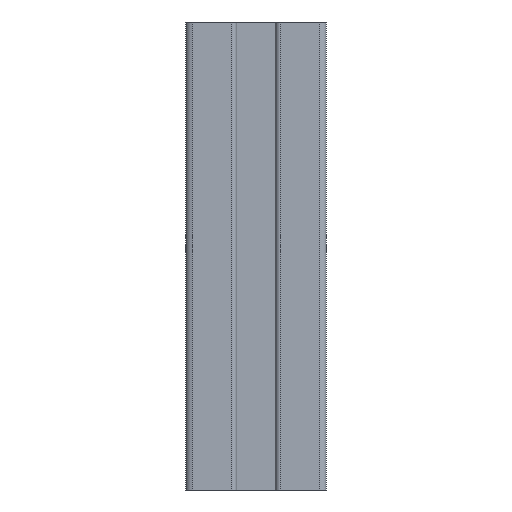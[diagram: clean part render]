
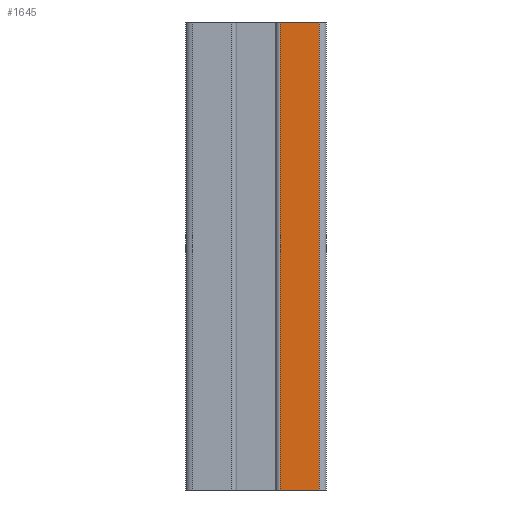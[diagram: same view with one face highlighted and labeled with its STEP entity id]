
A CAD part, left-side view. The second image highlights one B-rep face of the part: STEP entity #1645.
In plain terms, the highlighted planar face has unit normal (-1, 0, 0).
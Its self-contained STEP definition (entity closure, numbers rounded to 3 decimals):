
#10 = DIRECTION ( 'NONE',  ( 0., 0., -1. ) ) ;
#11 = DIRECTION ( 'NONE',  ( 1., 0., 0. ) ) ;
#31 = PLANE ( 'NONE',  #4099 ) ;
#91 = CARTESIAN_POINT ( 'NONE',  ( 950.4, 540.45, 100. ) ) ;
#860 = CARTESIAN_POINT ( 'NONE',  ( 950.4, 540.45, 0. ) ) ;
#1472 = EDGE_CURVE ( 'NONE', #4321, #4235, #2971, .T. ) ;
#1547 = VERTEX_POINT ( 'NONE', #860 ) ;
#1645 = ADVANCED_FACE ( 'NONE', ( #2187 ), #31, .F. ) ;
#1680 = CARTESIAN_POINT ( 'NONE',  ( 950.4, 540.45, 100. ) ) ;
#1682 = DIRECTION ( 'NONE',  ( 0., -1., 0. ) ) ;
#1910 = ORIENTED_EDGE ( 'NONE', *, *, #2355, .T. ) ;
#1912 = ORIENTED_EDGE ( 'NONE', *, *, #2554, .F. ) ;
#1914 = ORIENTED_EDGE ( 'NONE', *, *, #1472, .F. ) ;
#1919 = ORIENTED_EDGE ( 'NONE', *, *, #2384, .T. ) ;
#2002 = DIRECTION ( 'NONE',  ( 0., 0., -1. ) ) ;
#2004 = CARTESIAN_POINT ( 'NONE',  ( 950.4, 540.45, 100. ) ) ;
#2187 = FACE_OUTER_BOUND ( 'NONE', #2520, .T. ) ;
#2355 = EDGE_CURVE ( 'NONE', #4205, #1547, #4278, .T. ) ;
#2384 = EDGE_CURVE ( 'NONE', #4321, #4205, #3898, .T. ) ;
#2520 = EDGE_LOOP ( 'NONE', ( #1910, #1912, #1914, #1919 ) ) ;
#2554 = EDGE_CURVE ( 'NONE', #4235, #1547, #2887, .T. ) ;
#2565 = DIRECTION ( 'NONE',  ( 0., 0., -1. ) ) ;
#2575 = CARTESIAN_POINT ( 'NONE',  ( 950.4, 548.8, 100. ) ) ;
#2733 = DIRECTION ( 'NONE',  ( 0., -1., 0. ) ) ;
#2737 = CARTESIAN_POINT ( 'NONE',  ( 950.4, 540.45, 0. ) ) ;
#2821 = VECTOR ( 'NONE', #2002, 1000. ) ;
#2887 = LINE ( 'NONE', #2004, #2821 ) ;
#2968 = VECTOR ( 'NONE', #1682, 1000. ) ;
#2971 = LINE ( 'NONE', #1680, #2968 ) ;
#3832 = CARTESIAN_POINT ( 'NONE',  ( 950.4, 548.8, 0. ) ) ;
#3858 = VECTOR ( 'NONE', #2565, 1000. ) ;
#3898 = LINE ( 'NONE', #2575, #3858 ) ;
#4010 = VECTOR ( 'NONE', #2733, 1000. ) ;
#4039 = CARTESIAN_POINT ( 'NONE',  ( 950.4, 548.8, 100. ) ) ;
#4099 = AXIS2_PLACEMENT_3D ( 'NONE', #91, #11, #10 ) ;
#4205 = VERTEX_POINT ( 'NONE', #3832 ) ;
#4235 = VERTEX_POINT ( 'NONE', #4364 ) ;
#4278 = LINE ( 'NONE', #2737, #4010 ) ;
#4321 = VERTEX_POINT ( 'NONE', #4039 ) ;
#4364 = CARTESIAN_POINT ( 'NONE',  ( 950.4, 540.45, 100. ) ) ;
